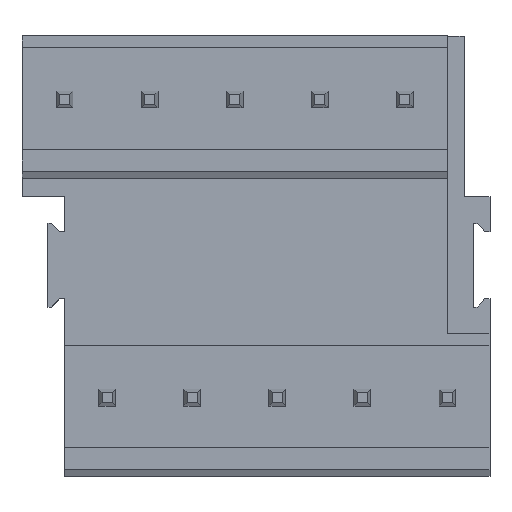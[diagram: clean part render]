
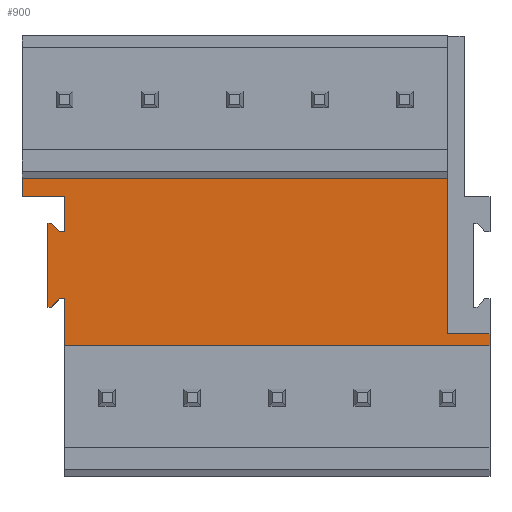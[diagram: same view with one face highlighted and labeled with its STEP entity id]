
A CAD part, top view. The second image highlights one B-rep face of the part: STEP entity #900.
In plain terms, the highlighted planar face has unit normal (0, 0, 1).
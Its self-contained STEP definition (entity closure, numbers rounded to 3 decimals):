
#563=AXIS2_PLACEMENT_3D('Plane Axis2P3D',#560,#561,#562) ;
#42=CARTESIAN_POINT('Vertex',(2.54,14.6,15.2)) ;
#45=CARTESIAN_POINT('Line Origine',(2.54,15.65,15.2)) ;
#49=CARTESIAN_POINT('Vertex',(2.54,16.7,15.2)) ;
#82=CARTESIAN_POINT('Vertex',(2.54,10.6,15.2)) ;
#85=CARTESIAN_POINT('Line Origine',(2.39,10.6,15.2)) ;
#89=CARTESIAN_POINT('Vertex',(2.24,10.6,15.2)) ;
#116=CARTESIAN_POINT('Line Origine',(2.005,10.35,15.2)) ;
#120=CARTESIAN_POINT('Vertex',(1.77,10.1,15.2)) ;
#147=CARTESIAN_POINT('Line Origine',(1.655,10.1,15.2)) ;
#151=CARTESIAN_POINT('Vertex',(1.54,10.1,15.2)) ;
#178=CARTESIAN_POINT('Line Origine',(1.54,12.6,15.2)) ;
#182=CARTESIAN_POINT('Vertex',(1.54,15.1,15.2)) ;
#209=CARTESIAN_POINT('Line Origine',(1.655,15.1,15.2)) ;
#213=CARTESIAN_POINT('Vertex',(1.77,15.1,15.2)) ;
#240=CARTESIAN_POINT('Line Origine',(2.005,14.85,15.2)) ;
#244=CARTESIAN_POINT('Vertex',(2.24,14.6,15.2)) ;
#271=CARTESIAN_POINT('Line Origine',(2.39,14.6,15.2)) ;
#299=CARTESIAN_POINT('Vertex',(2.54,7.8,15.2)) ;
#313=CARTESIAN_POINT('Vertex',(27.94,7.8,15.2)) ;
#316=CARTESIAN_POINT('Line Origine',(15.24,7.8,15.2)) ;
#560=CARTESIAN_POINT('Axis2P3D Location',(0.,0.4,15.2)) ;
#684=CARTESIAN_POINT('Line Origine',(2.54,9.2,15.2)) ;
#750=CARTESIAN_POINT('Vertex',(0.,16.7,15.2)) ;
#753=CARTESIAN_POINT('Line Origine',(0.,17.64,15.2)) ;
#757=CARTESIAN_POINT('Vertex',(0.,18.58,15.2)) ;
#851=CARTESIAN_POINT('Line Origine',(26.67,8.5,15.2)) ;
#855=CARTESIAN_POINT('Vertex',(27.94,8.5,15.2)) ;
#857=CARTESIAN_POINT('Vertex',(25.4,8.5,15.2)) ;
#860=CARTESIAN_POINT('Line Origine',(25.4,13.54,15.2)) ;
#864=CARTESIAN_POINT('Vertex',(25.4,18.58,15.2)) ;
#867=CARTESIAN_POINT('Line Origine',(12.7,18.58,15.2)) ;
#872=CARTESIAN_POINT('Line Origine',(1.27,16.7,15.2)) ;
#877=CARTESIAN_POINT('Line Origine',(27.94,8.15,15.2)) ;
#46=DIRECTION('Vector Direction',(0.,1.,0.)) ;
#86=DIRECTION('Vector Direction',(-1.,0.,0.)) ;
#117=DIRECTION('Vector Direction',(-0.685,-0.729,0.)) ;
#148=DIRECTION('Vector Direction',(-1.,0.,0.)) ;
#179=DIRECTION('Vector Direction',(0.,1.,0.)) ;
#210=DIRECTION('Vector Direction',(1.,0.,0.)) ;
#241=DIRECTION('Vector Direction',(0.685,-0.729,0.)) ;
#272=DIRECTION('Vector Direction',(1.,0.,0.)) ;
#317=DIRECTION('Vector Direction',(1.,0.,0.)) ;
#561=DIRECTION('Axis2P3D Direction',(0.,0.,-1.)) ;
#562=DIRECTION('Axis2P3D XDirection',(0.,1.,0.)) ;
#685=DIRECTION('Vector Direction',(0.,-1.,0.)) ;
#754=DIRECTION('Vector Direction',(0.,1.,0.)) ;
#852=DIRECTION('Vector Direction',(-1.,0.,0.)) ;
#861=DIRECTION('Vector Direction',(0.,-1.,0.)) ;
#868=DIRECTION('Vector Direction',(1.,0.,0.)) ;
#873=DIRECTION('Vector Direction',(1.,0.,0.)) ;
#878=DIRECTION('Vector Direction',(0.,1.,0.)) ;
#47=VECTOR('Line Direction',#46,1.) ;
#87=VECTOR('Line Direction',#86,1.) ;
#118=VECTOR('Line Direction',#117,1.) ;
#149=VECTOR('Line Direction',#148,1.) ;
#180=VECTOR('Line Direction',#179,1.) ;
#211=VECTOR('Line Direction',#210,1.) ;
#242=VECTOR('Line Direction',#241,1.) ;
#273=VECTOR('Line Direction',#272,1.) ;
#318=VECTOR('Line Direction',#317,1.) ;
#686=VECTOR('Line Direction',#685,1.) ;
#755=VECTOR('Line Direction',#754,1.) ;
#853=VECTOR('Line Direction',#852,1.) ;
#862=VECTOR('Line Direction',#861,1.) ;
#869=VECTOR('Line Direction',#868,1.) ;
#874=VECTOR('Line Direction',#873,1.) ;
#879=VECTOR('Line Direction',#878,1.) ;
#883=ORIENTED_EDGE('',*,*,#859,.T.) ;
#884=ORIENTED_EDGE('',*,*,#866,.F.) ;
#885=ORIENTED_EDGE('',*,*,#871,.F.) ;
#886=ORIENTED_EDGE('',*,*,#759,.F.) ;
#887=ORIENTED_EDGE('',*,*,#876,.T.) ;
#888=ORIENTED_EDGE('',*,*,#51,.F.) ;
#889=ORIENTED_EDGE('',*,*,#275,.F.) ;
#890=ORIENTED_EDGE('',*,*,#246,.F.) ;
#891=ORIENTED_EDGE('',*,*,#215,.F.) ;
#892=ORIENTED_EDGE('',*,*,#184,.F.) ;
#893=ORIENTED_EDGE('',*,*,#153,.F.) ;
#894=ORIENTED_EDGE('',*,*,#122,.F.) ;
#895=ORIENTED_EDGE('',*,*,#91,.F.) ;
#896=ORIENTED_EDGE('',*,*,#688,.T.) ;
#897=ORIENTED_EDGE('',*,*,#320,.T.) ;
#898=ORIENTED_EDGE('',*,*,#881,.T.) ;
#900=ADVANCED_FACE('Housing',(#899),#564,.F.) ;
#51=EDGE_CURVE('',#43,#50,#48,.T.) ;
#91=EDGE_CURVE('',#83,#90,#88,.T.) ;
#122=EDGE_CURVE('',#90,#121,#119,.T.) ;
#153=EDGE_CURVE('',#121,#152,#150,.T.) ;
#184=EDGE_CURVE('',#152,#183,#181,.T.) ;
#215=EDGE_CURVE('',#183,#214,#212,.T.) ;
#246=EDGE_CURVE('',#214,#245,#243,.T.) ;
#275=EDGE_CURVE('',#245,#43,#274,.T.) ;
#320=EDGE_CURVE('',#300,#314,#319,.T.) ;
#688=EDGE_CURVE('',#83,#300,#687,.T.) ;
#759=EDGE_CURVE('',#751,#758,#756,.T.) ;
#859=EDGE_CURVE('',#856,#858,#854,.T.) ;
#866=EDGE_CURVE('',#865,#858,#863,.T.) ;
#871=EDGE_CURVE('',#758,#865,#870,.T.) ;
#876=EDGE_CURVE('',#751,#50,#875,.T.) ;
#881=EDGE_CURVE('',#314,#856,#880,.T.) ;
#882=EDGE_LOOP('',(#883,#884,#885,#886,#887,#888,#889,#890,#891,#892,#893,#894,#895,#896,#897,#898)) ;
#899=FACE_OUTER_BOUND('',#882,.T.) ;
#48=LINE('Line',#45,#47) ;
#88=LINE('Line',#85,#87) ;
#119=LINE('Line',#116,#118) ;
#150=LINE('Line',#147,#149) ;
#181=LINE('Line',#178,#180) ;
#212=LINE('Line',#209,#211) ;
#243=LINE('Line',#240,#242) ;
#274=LINE('Line',#271,#273) ;
#319=LINE('Line',#316,#318) ;
#687=LINE('Line',#684,#686) ;
#756=LINE('Line',#753,#755) ;
#854=LINE('Line',#851,#853) ;
#863=LINE('Line',#860,#862) ;
#870=LINE('Line',#867,#869) ;
#875=LINE('Line',#872,#874) ;
#880=LINE('Line',#877,#879) ;
#564=PLANE('',#563) ;
#43=VERTEX_POINT('',#42) ;
#50=VERTEX_POINT('',#49) ;
#83=VERTEX_POINT('',#82) ;
#90=VERTEX_POINT('',#89) ;
#121=VERTEX_POINT('',#120) ;
#152=VERTEX_POINT('',#151) ;
#183=VERTEX_POINT('',#182) ;
#214=VERTEX_POINT('',#213) ;
#245=VERTEX_POINT('',#244) ;
#300=VERTEX_POINT('',#299) ;
#314=VERTEX_POINT('',#313) ;
#751=VERTEX_POINT('',#750) ;
#758=VERTEX_POINT('',#757) ;
#856=VERTEX_POINT('',#855) ;
#858=VERTEX_POINT('',#857) ;
#865=VERTEX_POINT('',#864) ;
